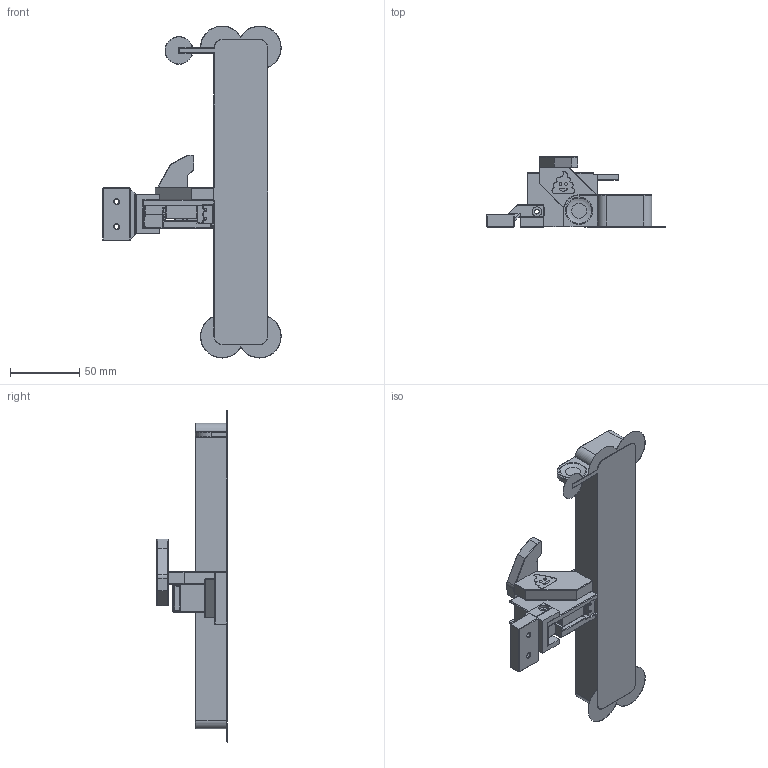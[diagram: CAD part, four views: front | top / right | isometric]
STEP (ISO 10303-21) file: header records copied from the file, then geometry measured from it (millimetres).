
FILE_DESCRIPTION(/* description */ (''),/* implementation_level */ '2;1');
FILE_NAME(/* name */ 'Blobifier.step',/* time_stamp */ '2024-01-25T10:54:51+01:00',/* author */ (''),/* organization */ (''),/* preprocessor_version */ 'ST-DEVELOPER v20',/* originating_system */ 'Autodesk Translation Framework v12.14.0.127',/* authorisation */ '');
FILE_SCHEMA (('AUTOMOTIVE_DESIGN { 1 0 10303 214 3 1 1 }'));
Products named in the file (13): Configuration 1; Tray; sg90 servo; Base; D2F_FL_D; D2F_FL_D.BASE; D2F_FL_D_ACTUATOR; Mount_voron_2.4; Bucket Assembly; Bucket; Shaker Stealthburner; Shaker; Arm
Assembly tree (12 placements, depth 4):
  Configuration 1
    Tray
    sg90 servo
    Base
    D2F_FL_D
      D2F_FL_D.BASE
      D2F_FL_D_ACTUATOR
    Mount_voron_2.4
    Bucket Assembly
      Bucket
      Shaker Stealthburner
        Shaker
        Arm
Bounding box: 128.6 x 50.5 x 239.2 mm (x, y, z)
Volume: 89983.3 mm3; surface area: 73778.4 mm2
Topology: 14 solids, 14 shells, 2115 faces, 5488 edges, 3527 vertices
Faces by surface type: plane 1831, cylinder 123, bspline 74, cone 41, torus 30, sphere 16
Full cylindrical faces by diameter (mm): 0.8 x3, 1.5 x2, 2 x1, 3.4 x11, 3.6 x2, 4.6 x6, 6.6 x1, 7 x3
Entity records: 64820 total; most frequent: CARTESIAN_POINT 13254, ORIENTED_EDGE 10962, DIRECTION 9775, EDGE_CURVE 5481, LINE 4931, VECTOR 4931, VERTEX_POINT 3527, AXIS2_PLACEMENT_3D 2422
